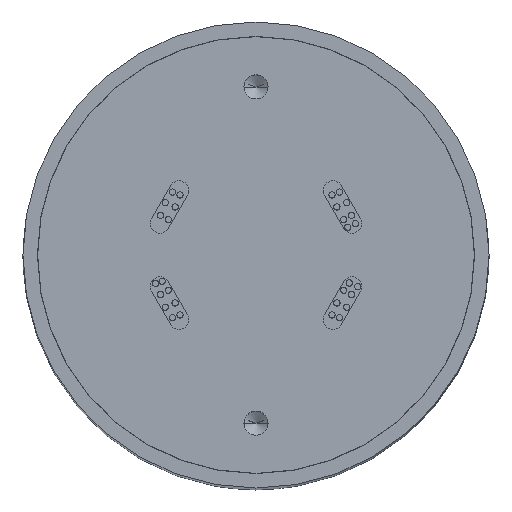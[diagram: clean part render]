
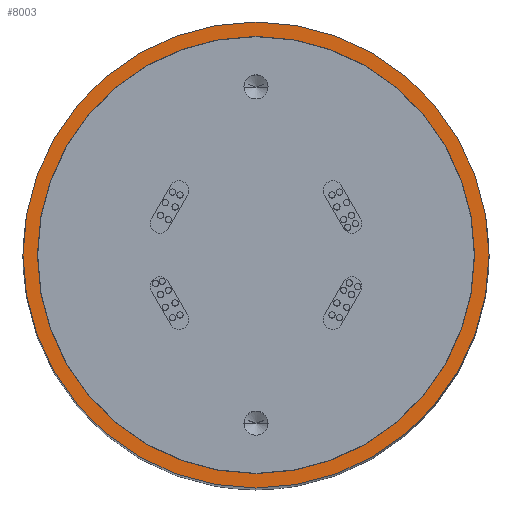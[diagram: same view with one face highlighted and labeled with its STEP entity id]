
A CAD part, top view. The second image highlights one B-rep face of the part: STEP entity #8003.
In plain terms, the highlighted planar face has unit normal (0, 0, 1).
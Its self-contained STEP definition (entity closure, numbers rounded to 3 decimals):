
#639 = DIRECTION ( 'NONE',  ( 1., 0., 0. ) ) ;
#989 = EDGE_CURVE ( 'NONE', #4556, #4979, #3688, .T. ) ;
#1005 = CIRCLE ( 'NONE', #1201, 45.5 ) ;
#1201 = AXIS2_PLACEMENT_3D ( 'NONE', #6778, #2851, #7434 ) ;
#1292 = CIRCLE ( 'NONE', #2896, 48.5 ) ;
#1404 = EDGE_CURVE ( 'NONE', #1579, #1805, #1005, .T. ) ;
#1465 = EDGE_LOOP ( 'NONE', ( #5925, #5662 ) ) ;
#1579 = VERTEX_POINT ( 'NONE', #3668 ) ;
#1805 = VERTEX_POINT ( 'NONE', #3920 ) ;
#1838 = DIRECTION ( 'NONE',  ( 0., 0., 1. ) ) ;
#1961 = DIRECTION ( 'NONE',  ( 0., 0., 1. ) ) ;
#2250 = EDGE_CURVE ( 'NONE', #4979, #4556, #1292, .T. ) ;
#2312 = DIRECTION ( 'NONE',  ( 0., 0., 1. ) ) ;
#2379 = AXIS2_PLACEMENT_3D ( 'NONE', #3791, #1838, #6434 ) ;
#2408 = AXIS2_PLACEMENT_3D ( 'NONE', #4851, #1961, #639 ) ;
#2851 = DIRECTION ( 'NONE',  ( 0., 0., 1. ) ) ;
#2887 = CARTESIAN_POINT ( 'NONE',  ( -48.5, 0., 238.2 ) ) ;
#2896 = AXIS2_PLACEMENT_3D ( 'NONE', #3283, #7868, #3941 ) ;
#3283 = CARTESIAN_POINT ( 'NONE',  ( 0., 0., 238.2 ) ) ;
#3668 = CARTESIAN_POINT ( 'NONE',  ( -45.5, 0., 238.2 ) ) ;
#3688 = CIRCLE ( 'NONE', #2408, 48.5 ) ;
#3791 = CARTESIAN_POINT ( 'NONE',  ( 0., 0., 238.2 ) ) ;
#3920 = CARTESIAN_POINT ( 'NONE',  ( 45.5, 0., 238.2 ) ) ;
#3941 = DIRECTION ( 'NONE',  ( 1., 0., 0. ) ) ;
#4124 = EDGE_LOOP ( 'NONE', ( #8448, #5101 ) ) ;
#4444 = PLANE ( 'NONE',  #2379 ) ;
#4556 = VERTEX_POINT ( 'NONE', #6826 ) ;
#4641 = FACE_OUTER_BOUND ( 'NONE', #4124, .T. ) ;
#4851 = CARTESIAN_POINT ( 'NONE',  ( 0., 0., 238.2 ) ) ;
#4979 = VERTEX_POINT ( 'NONE', #2887 ) ;
#5101 = ORIENTED_EDGE ( 'NONE', *, *, #989, .T. ) ;
#5662 = ORIENTED_EDGE ( 'NONE', *, *, #1404, .F. ) ;
#5925 = ORIENTED_EDGE ( 'NONE', *, *, #6843, .F. ) ;
#6263 = CARTESIAN_POINT ( 'NONE',  ( 0., 0., 238.2 ) ) ;
#6434 = DIRECTION ( 'NONE',  ( 1., 0., 0. ) ) ;
#6778 = CARTESIAN_POINT ( 'NONE',  ( 0., 0., 238.2 ) ) ;
#6826 = CARTESIAN_POINT ( 'NONE',  ( 48.5, 0., 238.2 ) ) ;
#6843 = EDGE_CURVE ( 'NONE', #1805, #1579, #7509, .T. ) ;
#6921 = DIRECTION ( 'NONE',  ( 1., 0., 0. ) ) ;
#7332 = AXIS2_PLACEMENT_3D ( 'NONE', #6263, #2312, #6921 ) ;
#7434 = DIRECTION ( 'NONE',  ( 1., 0., 0. ) ) ;
#7509 = CIRCLE ( 'NONE', #7332, 45.5 ) ;
#7868 = DIRECTION ( 'NONE',  ( 0., 0., 1. ) ) ;
#8003 = ADVANCED_FACE ( 'NONE', ( #8122, #4641 ), #4444, .T. ) ;
#8122 = FACE_BOUND ( 'NONE', #1465, .T. ) ;
#8448 = ORIENTED_EDGE ( 'NONE', *, *, #2250, .T. ) ;
